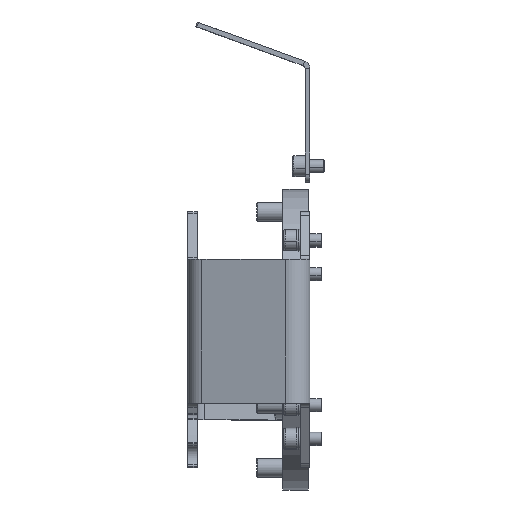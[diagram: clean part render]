
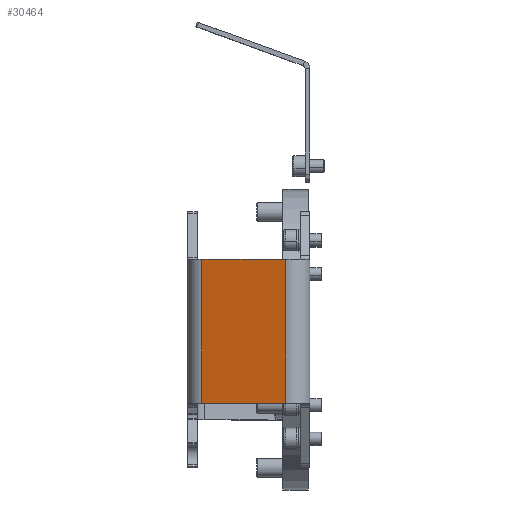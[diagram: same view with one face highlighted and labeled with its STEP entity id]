
A CAD part, top view. The second image highlights one B-rep face of the part: STEP entity #30464.
In plain terms, the highlighted planar face has unit normal (-0.259, 0, 0.966).
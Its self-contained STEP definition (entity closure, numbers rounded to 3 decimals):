
#29 = ORIENTED_EDGE ( 'NONE', *, *, #12692, .T. ) ;
#1778 = CARTESIAN_POINT ( 'NONE',  ( -44.082, -40., 125.934 ) ) ;
#2121 = VECTOR ( 'NONE', #23416, 1000. ) ;
#3492 = VERTEX_POINT ( 'NONE', #44616 ) ;
#4122 = VERTEX_POINT ( 'NONE', #15533 ) ;
#5140 = ORIENTED_EDGE ( 'NONE', *, *, #15565, .F. ) ;
#5185 = CARTESIAN_POINT ( 'NONE',  ( 0.95, 50., 138. ) ) ;
#5624 = DIRECTION ( 'NONE',  ( -0.966, 0., -0.259 ) ) ;
#5829 = EDGE_CURVE ( 'NONE', #31707, #10096, #21529, .T. ) ;
#5832 = CARTESIAN_POINT ( 'NONE',  ( -45.81, -45., 125.471 ) ) ;
#6363 = AXIS2_PLACEMENT_3D ( 'NONE', #7993, #33584, #11625 ) ;
#7748 = DIRECTION ( 'NONE',  ( 0., -1., 0. ) ) ;
#7993 = CARTESIAN_POINT ( 'NONE',  ( 0.95, 80., 138. ) ) ;
#8377 = CARTESIAN_POINT ( 'NONE',  ( -44.082, -80., 125.934 ) ) ;
#8384 = CARTESIAN_POINT ( 'NONE',  ( -66.656, 50., 119.885 ) ) ;
#8535 = LINE ( 'NONE', #17124, #46338 ) ;
#8613 = VECTOR ( 'NONE', #5624, 1000. ) ;
#9340 = ORIENTED_EDGE ( 'NONE', *, *, #5829, .F. ) ;
#9509 = DIRECTION ( 'NONE',  ( 0.966, 0., 0.259 ) ) ;
#10076 = VERTEX_POINT ( 'NONE', #36153 ) ;
#10096 = VERTEX_POINT ( 'NONE', #14516 ) ;
#10166 = CIRCLE ( 'NONE', #35495, 5. ) ;
#10175 = ORIENTED_EDGE ( 'NONE', *, *, #19665, .F. ) ;
#11625 = DIRECTION ( 'NONE',  ( 0.966, 0., 0.259 ) ) ;
#11846 = EDGE_CURVE ( 'NONE', #29832, #44891, #8535, .T. ) ;
#11998 = DIRECTION ( 'NONE',  ( 0., -1., 0. ) ) ;
#12180 = LINE ( 'NONE', #35199, #32186 ) ;
#12692 = EDGE_CURVE ( 'NONE', #31707, #4122, #24151, .T. ) ;
#13230 = DIRECTION ( 'NONE',  ( 0.966, 0., 0.259 ) ) ;
#13743 = VERTEX_POINT ( 'NONE', #18110 ) ;
#14516 = CARTESIAN_POINT ( 'NONE',  ( -45.396, 50., 125.582 ) ) ;
#14598 = DIRECTION ( 'NONE',  ( 0.259, 0., -0.966 ) ) ;
#15192 = CARTESIAN_POINT ( 'NONE',  ( -14.156, 80., 133.952 ) ) ;
#15226 = EDGE_CURVE ( 'NONE', #30852, #10076, #10166, .T. ) ;
#15533 = CARTESIAN_POINT ( 'NONE',  ( -66.656, -40., 119.885 ) ) ;
#15565 = EDGE_CURVE ( 'NONE', #17900, #3492, #33007, .T. ) ;
#17124 = CARTESIAN_POINT ( 'NONE',  ( -44.082, 50., 125.934 ) ) ;
#17900 = VERTEX_POINT ( 'NONE', #40819 ) ;
#18110 = CARTESIAN_POINT ( 'NONE',  ( -44.082, -40., 125.934 ) ) ;
#18322 = LINE ( 'NONE', #1778, #8613 ) ;
#19665 = EDGE_CURVE ( 'NONE', #3492, #13743, #18322, .T. ) ;
#19816 = EDGE_CURVE ( 'NONE', #30852, #4122, #39532, .T. ) ;
#20772 = AXIS2_PLACEMENT_3D ( 'NONE', #36563, #14598, #40231 ) ;
#21099 = CARTESIAN_POINT ( 'NONE',  ( 0.95, -40., 138. ) ) ;
#21174 = VECTOR ( 'NONE', #46729, 1000. ) ;
#21529 = LINE ( 'NONE', #5185, #2121 ) ;
#22365 = PLANE ( 'NONE',  #6363 ) ;
#22672 = EDGE_CURVE ( 'NONE', #29832, #10096, #27746, .T. ) ;
#23416 = DIRECTION ( 'NONE',  ( 0.966, 0., 0.259 ) ) ;
#23904 = EDGE_LOOP ( 'NONE', ( #37469, #10175, #5140, #29810, #30042, #33557, #9340, #29, #35236, #45838 ) ) ;
#23980 = FACE_OUTER_BOUND ( 'NONE', #23904, .T. ) ;
#24151 = LINE ( 'NONE', #33337, #25286 ) ;
#25223 = CARTESIAN_POINT ( 'NONE',  ( -45.81, -40., 125.471 ) ) ;
#25286 = VECTOR ( 'NONE', #7748, 1000. ) ;
#27746 = CIRCLE ( 'NONE', #20772, 5. ) ;
#27920 = EDGE_CURVE ( 'NONE', #44891, #17900, #12180, .T. ) ;
#28688 = CARTESIAN_POINT ( 'NONE',  ( -44.082, 50.189, 125.934 ) ) ;
#29810 = ORIENTED_EDGE ( 'NONE', *, *, #27920, .F. ) ;
#29832 = VERTEX_POINT ( 'NONE', #28688 ) ;
#30004 = EDGE_CURVE ( 'NONE', #13743, #10076, #37216, .T. ) ;
#30042 = ORIENTED_EDGE ( 'NONE', *, *, #11846, .F. ) ;
#30464 = ADVANCED_FACE ( 'NONE', ( #23980 ), #22365, .T. ) ;
#30852 = VERTEX_POINT ( 'NONE', #25223 ) ;
#31400 = DIRECTION ( 'NONE',  ( 0.259, 0., -0.966 ) ) ;
#31707 = VERTEX_POINT ( 'NONE', #8384 ) ;
#31724 = CARTESIAN_POINT ( 'NONE',  ( -44.082, 50., 125.934 ) ) ;
#31839 = DIRECTION ( 'NONE',  ( 0., -1., 0. ) ) ;
#32186 = VECTOR ( 'NONE', #13230, 1000. ) ;
#33007 = LINE ( 'NONE', #15192, #41621 ) ;
#33337 = CARTESIAN_POINT ( 'NONE',  ( -66.656, 80., 119.885 ) ) ;
#33557 = ORIENTED_EDGE ( 'NONE', *, *, #22672, .T. ) ;
#33584 = DIRECTION ( 'NONE',  ( -0.259, 0., 0.966 ) ) ;
#33599 = DIRECTION ( 'NONE',  ( 0., -1., 0. ) ) ;
#35199 = CARTESIAN_POINT ( 'NONE',  ( 9.044, 50., 140.169 ) ) ;
#35236 = ORIENTED_EDGE ( 'NONE', *, *, #19816, .F. ) ;
#35495 = AXIS2_PLACEMENT_3D ( 'NONE', #5832, #31400, #9509 ) ;
#36075 = VECTOR ( 'NONE', #11998, 1000. ) ;
#36153 = CARTESIAN_POINT ( 'NONE',  ( -44.082, -40.331, 125.934 ) ) ;
#36563 = CARTESIAN_POINT ( 'NONE',  ( -45.396, 55., 125.582 ) ) ;
#37216 = LINE ( 'NONE', #8377, #36075 ) ;
#37469 = ORIENTED_EDGE ( 'NONE', *, *, #30004, .F. ) ;
#39532 = LINE ( 'NONE', #21099, #21174 ) ;
#40231 = DIRECTION ( 'NONE',  ( 0.966, 0., 0.259 ) ) ;
#40819 = CARTESIAN_POINT ( 'NONE',  ( -14.156, 50., 133.952 ) ) ;
#41621 = VECTOR ( 'NONE', #33599, 1000. ) ;
#44616 = CARTESIAN_POINT ( 'NONE',  ( -14.156, -40., 133.952 ) ) ;
#44891 = VERTEX_POINT ( 'NONE', #31724 ) ;
#45838 = ORIENTED_EDGE ( 'NONE', *, *, #15226, .T. ) ;
#46338 = VECTOR ( 'NONE', #31839, 1000. ) ;
#46729 = DIRECTION ( 'NONE',  ( -0.966, 0., -0.259 ) ) ;
